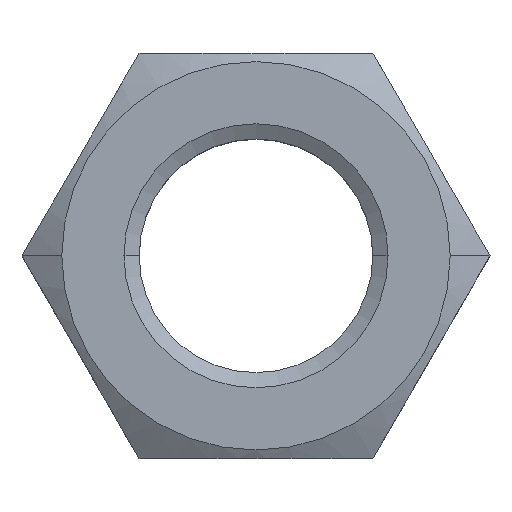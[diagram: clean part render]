
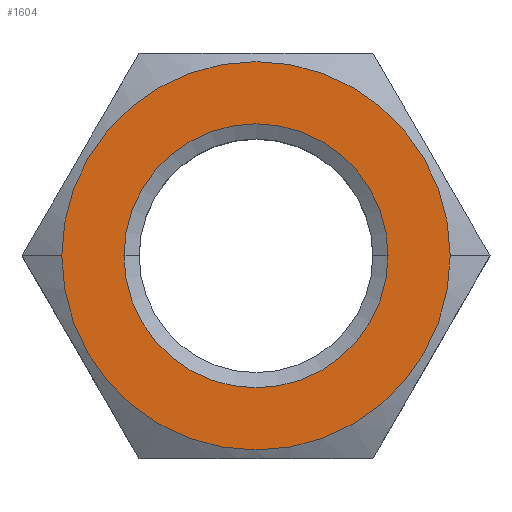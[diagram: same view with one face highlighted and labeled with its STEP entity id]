
A CAD part, top view. The second image highlights one B-rep face of the part: STEP entity #1604.
In plain terms, the highlighted planar face has unit normal (0, 0, 1).
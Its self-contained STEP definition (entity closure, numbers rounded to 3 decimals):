
#87 = DIRECTION ( 'NONE',  ( 0., 0., -1. ) ) ;
#113 = VERTEX_POINT ( 'NONE', #318 ) ;
#168 = VERTEX_POINT ( 'NONE', #171 ) ;
#171 = CARTESIAN_POINT ( 'NONE',  ( -5.863, 0., 0. ) ) ;
#182 = AXIS2_PLACEMENT_3D ( 'NONE', #1492, #87, #1499 ) ;
#239 = PLANE ( 'NONE',  #182 ) ;
#280 = DIRECTION ( 'NONE',  ( -1., 0., 0. ) ) ;
#318 = CARTESIAN_POINT ( 'NONE',  ( -8.625, 0., 0. ) ) ;
#562 = CIRCLE ( 'NONE', #779, 5.863 ) ;
#646 = EDGE_LOOP ( 'NONE', ( #669, #718 ) ) ;
#669 = ORIENTED_EDGE ( 'NONE', *, *, #2017, .F. ) ;
#718 = ORIENTED_EDGE ( 'NONE', *, *, #2006, .F. ) ;
#727 = CARTESIAN_POINT ( 'NONE',  ( 0., 0., 0. ) ) ;
#779 = AXIS2_PLACEMENT_3D ( 'NONE', #727, #1041, #280 ) ;
#815 = ORIENTED_EDGE ( 'NONE', *, *, #1669, .T. ) ;
#945 = AXIS2_PLACEMENT_3D ( 'NONE', #1775, #1950, #1958 ) ;
#981 = EDGE_LOOP ( 'NONE', ( #815, #1088 ) ) ;
#1041 = DIRECTION ( 'NONE',  ( 0., 0., -1. ) ) ;
#1057 = AXIS2_PLACEMENT_3D ( 'NONE', #1220, #1751, #1766 ) ;
#1088 = ORIENTED_EDGE ( 'NONE', *, *, #2003, .T. ) ;
#1173 = AXIS2_PLACEMENT_3D ( 'NONE', #1583, #1704, #1690 ) ;
#1220 = CARTESIAN_POINT ( 'NONE',  ( 0., 0., 0. ) ) ;
#1450 = CIRCLE ( 'NONE', #945, 5.863 ) ;
#1492 = CARTESIAN_POINT ( 'NONE',  ( -5.196, -9., 0. ) ) ;
#1499 = DIRECTION ( 'NONE',  ( -1., 0., 0. ) ) ;
#1583 = CARTESIAN_POINT ( 'NONE',  ( 0., 0., 0. ) ) ;
#1604 = ADVANCED_FACE ( 'NONE', ( #1857, #1891 ), #239, .F. ) ;
#1613 = CIRCLE ( 'NONE', #1057, 8.625 ) ;
#1638 = CIRCLE ( 'NONE', #1173, 8.625 ) ;
#1669 = EDGE_CURVE ( 'NONE', #1987, #168, #562, .T. ) ;
#1690 = DIRECTION ( 'NONE',  ( -1., 0., 0. ) ) ;
#1704 = DIRECTION ( 'NONE',  ( 0., 0., -1. ) ) ;
#1738 = CARTESIAN_POINT ( 'NONE',  ( 5.863, 0., 0. ) ) ;
#1751 = DIRECTION ( 'NONE',  ( 0., 0., -1. ) ) ;
#1766 = DIRECTION ( 'NONE',  ( -1., 0., 0. ) ) ;
#1775 = CARTESIAN_POINT ( 'NONE',  ( 0., 0., 0. ) ) ;
#1785 = CARTESIAN_POINT ( 'NONE',  ( 8.625, 0., 0. ) ) ;
#1857 = FACE_BOUND ( 'NONE', #981, .T. ) ;
#1891 = FACE_OUTER_BOUND ( 'NONE', #646, .T. ) ;
#1903 = VERTEX_POINT ( 'NONE', #1785 ) ;
#1950 = DIRECTION ( 'NONE',  ( 0., 0., -1. ) ) ;
#1958 = DIRECTION ( 'NONE',  ( -1., 0., 0. ) ) ;
#1987 = VERTEX_POINT ( 'NONE', #1738 ) ;
#2003 = EDGE_CURVE ( 'NONE', #168, #1987, #1450, .T. ) ;
#2006 = EDGE_CURVE ( 'NONE', #1903, #113, #1613, .T. ) ;
#2017 = EDGE_CURVE ( 'NONE', #113, #1903, #1638, .T. ) ;
